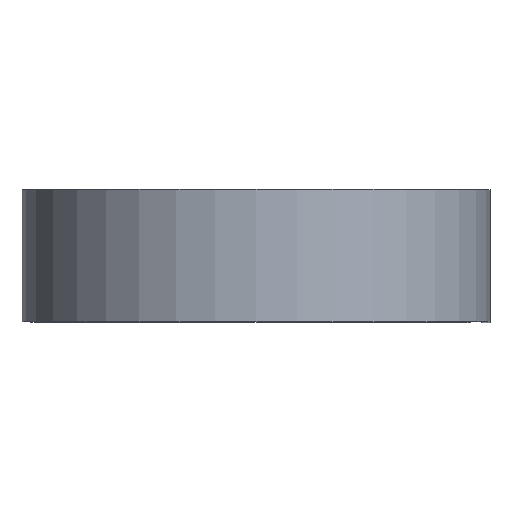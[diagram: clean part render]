
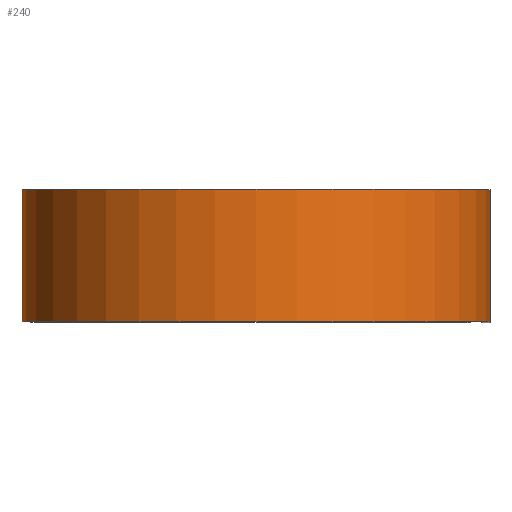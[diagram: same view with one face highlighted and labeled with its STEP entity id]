
A CAD part, top view. The second image highlights one B-rep face of the part: STEP entity #240.
In plain terms, the highlighted cylindrical face has radius 33.757 mm (diameter 67.513 mm), a partial arc.
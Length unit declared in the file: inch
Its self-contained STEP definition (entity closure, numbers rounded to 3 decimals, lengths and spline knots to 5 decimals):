
#1 = CARTESIAN_POINT ( 'NONE',  ( 0., 0.375, 0. ) ) ;
#3 = DIRECTION ( 'NONE',  ( 0., -1., 0. ) ) ;
#4 = CARTESIAN_POINT ( 'NONE',  ( 0., 0.375, -1.329 ) ) ;
#25 = AXIS2_PLACEMENT_3D ( 'NONE', #1, #205, #315 ) ;
#41 = ORIENTED_EDGE ( 'NONE', *, *, #552, .F. ) ;
#79 = CARTESIAN_POINT ( 'NONE',  ( 1.329, -0.375, 0. ) ) ;
#142 = VERTEX_POINT ( 'NONE', #280 ) ;
#144 = CARTESIAN_POINT ( 'NONE',  ( 0., 0.375, -1.329 ) ) ;
#186 = ORIENTED_EDGE ( 'NONE', *, *, #663, .F. ) ;
#204 = VERTEX_POINT ( 'NONE', #144 ) ;
#205 = DIRECTION ( 'NONE',  ( 0., -1., 0. ) ) ;
#208 = EDGE_LOOP ( 'NONE', ( #601, #41, #186, #680 ) ) ;
#240 = ADVANCED_FACE ( 'NONE', ( #540 ), #542, .T. ) ;
#271 = CARTESIAN_POINT ( 'NONE',  ( 0., 0.375, 0. ) ) ;
#280 = CARTESIAN_POINT ( 'NONE',  ( 0., -0.375, -1.329 ) ) ;
#290 = CIRCLE ( 'NONE', #306, 1.329 ) ;
#296 = DIRECTION ( 'NONE',  ( 1., 0., 0. ) ) ;
#302 = DIRECTION ( 'NONE',  ( 0., 1., 0. ) ) ;
#305 = CARTESIAN_POINT ( 'NONE',  ( 0., -0.375, 0. ) ) ;
#306 = AXIS2_PLACEMENT_3D ( 'NONE', #305, #302, #296 ) ;
#315 = DIRECTION ( 'NONE',  ( 0., 0., -1. ) ) ;
#361 = EDGE_CURVE ( 'NONE', #142, #429, #290, .T. ) ;
#429 = VERTEX_POINT ( 'NONE', #79 ) ;
#459 = AXIS2_PLACEMENT_3D ( 'NONE', #271, #541, #603 ) ;
#534 = DIRECTION ( 'NONE',  ( 0., -1., 0. ) ) ;
#540 = FACE_OUTER_BOUND ( 'NONE', #208, .T. ) ;
#541 = DIRECTION ( 'NONE',  ( 0., 1., 0. ) ) ;
#542 = CYLINDRICAL_SURFACE ( 'NONE', #25, 1.329 ) ;
#552 = EDGE_CURVE ( 'NONE', #713, #429, #719, .T. ) ;
#592 = CARTESIAN_POINT ( 'NONE',  ( 1.329, 0.375, 0. ) ) ;
#599 = CARTESIAN_POINT ( 'NONE',  ( 1.329, 0.375, 0. ) ) ;
#601 = ORIENTED_EDGE ( 'NONE', *, *, #361, .T. ) ;
#603 = DIRECTION ( 'NONE',  ( 1., 0., 0. ) ) ;
#632 = VECTOR ( 'NONE', #534, 39.37008 ) ;
#638 = CIRCLE ( 'NONE', #459, 1.329 ) ;
#639 = EDGE_CURVE ( 'NONE', #204, #142, #641, .T. ) ;
#641 = LINE ( 'NONE', #4, #632 ) ;
#663 = EDGE_CURVE ( 'NONE', #204, #713, #638, .T. ) ;
#680 = ORIENTED_EDGE ( 'NONE', *, *, #639, .T. ) ;
#698 = VECTOR ( 'NONE', #3, 39.37008 ) ;
#713 = VERTEX_POINT ( 'NONE', #599 ) ;
#719 = LINE ( 'NONE', #592, #698 ) ;
